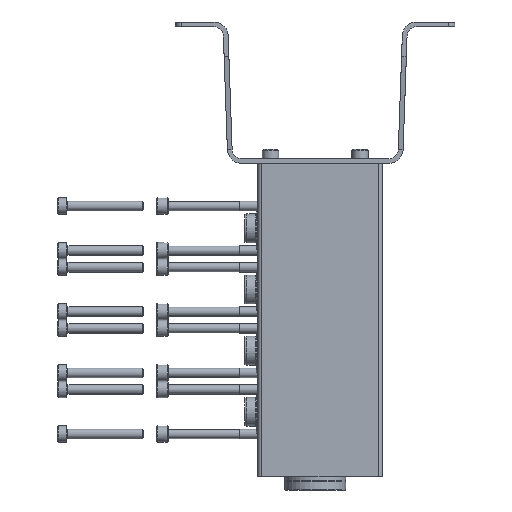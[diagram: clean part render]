
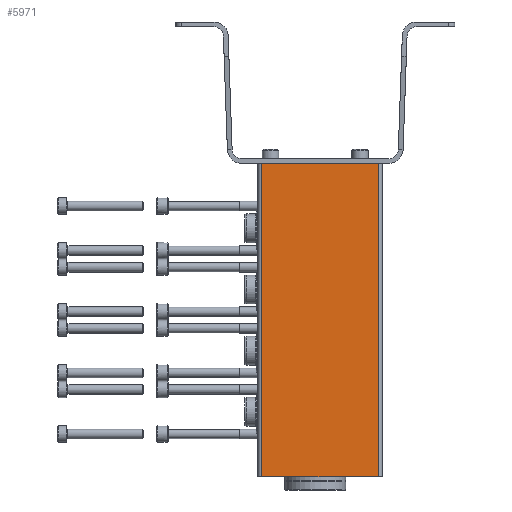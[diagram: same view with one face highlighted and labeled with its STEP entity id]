
A CAD part, left-side view. The second image highlights one B-rep face of the part: STEP entity #5971.
In plain terms, the highlighted planar face has unit normal (-1, 0, 0).
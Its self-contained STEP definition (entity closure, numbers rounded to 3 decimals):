
#258=LINE('',#9192,#716);
#259=LINE('',#9195,#717);
#260=LINE('',#9197,#718);
#261=LINE('',#9199,#719);
#716=VECTOR('',#7185,1000.);
#717=VECTOR('',#7186,1000.);
#718=VECTOR('',#7187,1000.);
#719=VECTOR('',#7188,1000.);
#1174=PLANE('',#6443);
#1670=ORIENTED_EDGE('',*,*,#3284,.F.);
#1671=ORIENTED_EDGE('',*,*,#3285,.F.);
#1672=ORIENTED_EDGE('',*,*,#3286,.T.);
#1673=ORIENTED_EDGE('',*,*,#3287,.T.);
#3284=EDGE_CURVE('',#4091,#4092,#258,.T.);
#3285=EDGE_CURVE('',#4093,#4091,#259,.T.);
#3286=EDGE_CURVE('',#4093,#4094,#260,.T.);
#3287=EDGE_CURVE('',#4094,#4092,#261,.T.);
#4091=VERTEX_POINT('',#9193);
#4092=VERTEX_POINT('',#9194);
#4093=VERTEX_POINT('',#9196);
#4094=VERTEX_POINT('',#9198);
#4708=EDGE_LOOP('',(#1670,#1671,#1672,#1673));
#5272=FACE_BOUND('',#4708,.T.);
#5971=ADVANCED_FACE('',(#5272),#1174,.T.);
#6443=AXIS2_PLACEMENT_3D('',#9191,#7183,#7184);
#7183=DIRECTION('',(-1.,0.,0.));
#7184=DIRECTION('',(0.,0.,1.));
#7185=DIRECTION('',(0.,-1.,0.));
#7186=DIRECTION('',(0.,0.,1.));
#7187=DIRECTION('',(0.,-1.,0.));
#7188=DIRECTION('',(0.,0.,1.));
#9191=CARTESIAN_POINT('',(-17.,28.,-164.));
#9192=CARTESIAN_POINT('',(-17.,28.,0.));
#9193=CARTESIAN_POINT('',(-17.,28.,0.));
#9194=CARTESIAN_POINT('',(-17.,-33.,0.));
#9195=CARTESIAN_POINT('',(-17.,28.,-164.));
#9196=CARTESIAN_POINT('',(-17.,28.,-164.));
#9197=CARTESIAN_POINT('',(-17.,28.,-164.));
#9198=CARTESIAN_POINT('',(-17.,-33.,-164.));
#9199=CARTESIAN_POINT('',(-17.,-33.,-164.));
